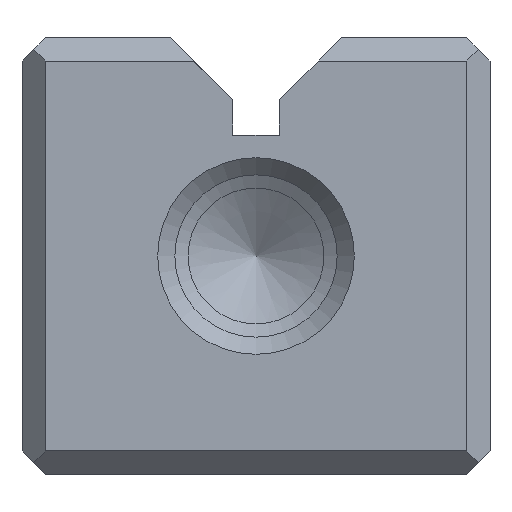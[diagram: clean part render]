
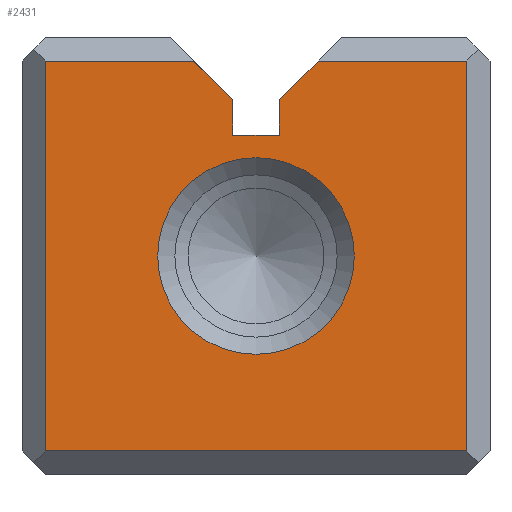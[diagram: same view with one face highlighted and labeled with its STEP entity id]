
A CAD part, front view. The second image highlights one B-rep face of the part: STEP entity #2431.
In plain terms, the highlighted planar face has unit normal (0, -1, 0).
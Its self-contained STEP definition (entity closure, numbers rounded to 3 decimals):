
#2431=ADVANCED_FACE('',(#3239,#3240),#2772,.T.);
#2772=PLANE('',#8253);
#3002=CIRCLE('',#8252,3.15);
#3239=FACE_BOUND('',#3347,.T.);
#3240=FACE_BOUND('',#3348,.T.);
#3347=EDGE_LOOP('',(#3965,#3966,#3967,#3968,#3969,#3970,#3971,#3972,#3973,
#3974));
#3348=EDGE_LOOP('',(#3975));
#3965=ORIENTED_EDGE('',*,*,#6297,.T.);
#3966=ORIENTED_EDGE('',*,*,#6298,.F.);
#3967=ORIENTED_EDGE('',*,*,#6299,.F.);
#3968=ORIENTED_EDGE('',*,*,#6300,.F.);
#3969=ORIENTED_EDGE('',*,*,#6301,.T.);
#3970=ORIENTED_EDGE('',*,*,#6302,.T.);
#3971=ORIENTED_EDGE('',*,*,#6303,.T.);
#3972=ORIENTED_EDGE('',*,*,#6304,.T.);
#3973=ORIENTED_EDGE('',*,*,#6305,.T.);
#3974=ORIENTED_EDGE('',*,*,#6306,.F.);
#3975=ORIENTED_EDGE('',*,*,#6307,.T.);
#5705=VERTEX_POINT('',#10477);
#5706=VERTEX_POINT('',#10478);
#5707=VERTEX_POINT('',#10480);
#5708=VERTEX_POINT('',#10482);
#5709=VERTEX_POINT('',#10484);
#5710=VERTEX_POINT('',#10486);
#5711=VERTEX_POINT('',#10488);
#5712=VERTEX_POINT('',#10490);
#5713=VERTEX_POINT('',#10492);
#5714=VERTEX_POINT('',#10494);
#5715=VERTEX_POINT('',#10497);
#6297=EDGE_CURVE('',#5705,#5706,#7087,.T.);
#6298=EDGE_CURVE('',#5707,#5706,#7088,.T.);
#6299=EDGE_CURVE('',#5708,#5707,#7089,.T.);
#6300=EDGE_CURVE('',#5709,#5708,#7090,.T.);
#6301=EDGE_CURVE('',#5709,#5710,#7091,.T.);
#6302=EDGE_CURVE('',#5710,#5711,#7092,.T.);
#6303=EDGE_CURVE('',#5711,#5712,#7093,.T.);
#6304=EDGE_CURVE('',#5712,#5713,#7094,.T.);
#6305=EDGE_CURVE('',#5713,#5714,#7095,.T.);
#6306=EDGE_CURVE('',#5705,#5714,#7096,.T.);
#6307=EDGE_CURVE('',#5715,#5715,#3002,.T.);
#7087=LINE('',#10476,#7747);
#7088=LINE('',#10479,#7748);
#7089=LINE('',#10481,#7749);
#7090=LINE('',#10483,#7750);
#7091=LINE('',#10485,#7751);
#7092=LINE('',#10487,#7752);
#7093=LINE('',#10489,#7753);
#7094=LINE('',#10491,#7754);
#7095=LINE('',#10493,#7755);
#7096=LINE('',#10495,#7756);
#7747=VECTOR('',#8705,1.);
#7748=VECTOR('',#8706,1.);
#7749=VECTOR('',#8707,1.);
#7750=VECTOR('',#8708,1.);
#7751=VECTOR('',#8709,1.);
#7752=VECTOR('',#8710,1.);
#7753=VECTOR('',#8711,1.);
#7754=VECTOR('',#8712,1.);
#7755=VECTOR('',#8713,1.);
#7756=VECTOR('',#8714,1.);
#8252=AXIS2_PLACEMENT_3D('',#10496,#8715,#8716);
#8253=AXIS2_PLACEMENT_3D('',#10498,#8717,#8718);
#8705=DIRECTION('',(0.,0.,-1.));
#8706=DIRECTION('',(1.,0.,0.));
#8707=DIRECTION('',(0.,0.,-1.));
#8708=DIRECTION('',(0.707,0.,-0.707));
#8709=DIRECTION('',(-1.,0.,0.));
#8710=DIRECTION('',(0.,0.,-1.));
#8711=DIRECTION('',(1.,0.,0.));
#8712=DIRECTION('',(0.,0.,1.));
#8713=DIRECTION('',(-1.,0.,0.));
#8714=DIRECTION('',(0.707,0.,0.707));
#8715=DIRECTION('',(0.,1.,0.));
#8716=DIRECTION('',(0.,0.,1.));
#8717=DIRECTION('',(0.,-1.,0.));
#8718=DIRECTION('',(0.,0.,1.));
#10476=CARTESIAN_POINT('',(8.25,0.,10.875));
#10477=CARTESIAN_POINT('',(8.25,0.,12.007));
#10478=CARTESIAN_POINT('',(8.25,0.,10.875));
#10479=CARTESIAN_POINT('',(6.75,0.,10.875));
#10480=CARTESIAN_POINT('',(6.75,0.,10.875));
#10481=CARTESIAN_POINT('',(6.75,0.,10.875));
#10482=CARTESIAN_POINT('',(6.75,0.,12.007));
#10483=CARTESIAN_POINT('',(4.757,0.,14.));
#10484=CARTESIAN_POINT('',(5.507,0.,13.25));
#10485=CARTESIAN_POINT('',(7.5,0.,13.25));
#10486=CARTESIAN_POINT('',(0.75,0.,13.25));
#10487=CARTESIAN_POINT('',(0.75,0.,0.));
#10488=CARTESIAN_POINT('',(0.75,0.,0.75));
#10489=CARTESIAN_POINT('',(7.5,0.,0.75));
#10490=CARTESIAN_POINT('',(14.25,0.,0.75));
#10491=CARTESIAN_POINT('',(14.25,0.,0.));
#10492=CARTESIAN_POINT('',(14.25,0.,13.25));
#10493=CARTESIAN_POINT('',(7.5,0.,13.25));
#10494=CARTESIAN_POINT('',(9.493,0.,13.25));
#10495=CARTESIAN_POINT('',(7.5,0.,11.257));
#10496=CARTESIAN_POINT('',(7.5,0.,7.));
#10497=CARTESIAN_POINT('',(7.5,0.,10.15));
#10498=CARTESIAN_POINT('',(7.5,0.,0.));
